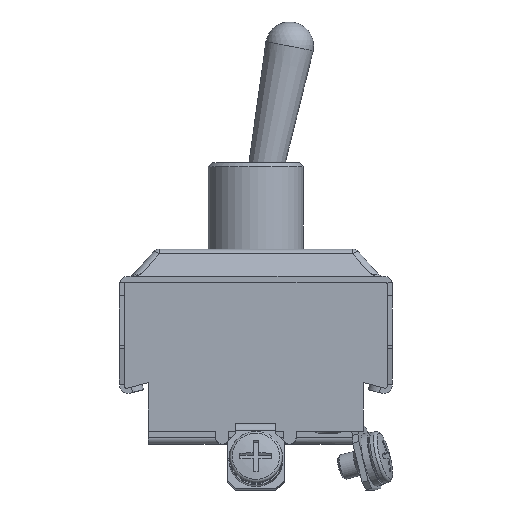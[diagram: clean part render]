
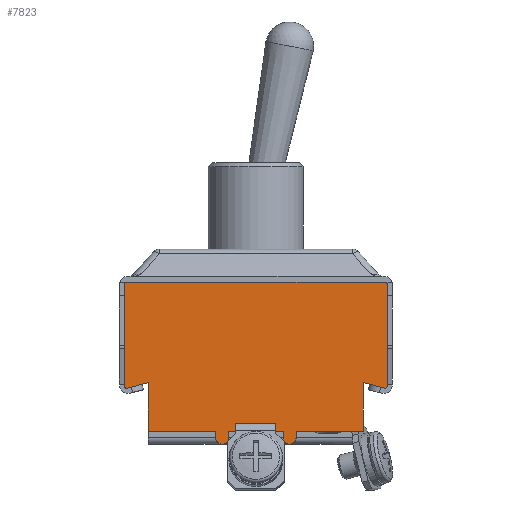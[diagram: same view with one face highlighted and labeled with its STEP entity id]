
A CAD part, front view. The second image highlights one B-rep face of the part: STEP entity #7823.
In plain terms, the highlighted planar face has unit normal (0, -1, 0).
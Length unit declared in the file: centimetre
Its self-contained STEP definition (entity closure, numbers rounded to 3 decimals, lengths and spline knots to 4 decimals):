
#358=PLANE('',#8464);
#670=LINE('',#12467,#1462);
#1028=LINE('',#13868,#1820);
#1034=LINE('',#13880,#1826);
#1044=LINE('',#13900,#1836);
#1054=LINE('',#13926,#1846);
#1055=LINE('',#13928,#1847);
#1056=LINE('',#13930,#1848);
#1057=LINE('',#13932,#1849);
#1058=LINE('',#13936,#1850);
#1059=LINE('',#13938,#1851);
#1060=LINE('',#13940,#1852);
#1061=LINE('',#13941,#1853);
#1062=LINE('',#13943,#1854);
#1063=LINE('',#13945,#1855);
#1064=LINE('',#13949,#1856);
#1065=LINE('',#13951,#1857);
#1066=LINE('',#13953,#1858);
#1067=LINE('',#13955,#1859);
#1462=VECTOR('',#9307,1.);
#1820=VECTOR('',#10217,1.);
#1826=VECTOR('',#10227,1.);
#1836=VECTOR('',#10245,1.);
#1846=VECTOR('',#10271,1.);
#1847=VECTOR('',#10272,1.);
#1848=VECTOR('',#10273,1.);
#1849=VECTOR('',#10274,1.);
#1850=VECTOR('',#10277,1.);
#1851=VECTOR('',#10278,1.);
#1852=VECTOR('',#10279,1.);
#1853=VECTOR('',#10280,1.);
#1854=VECTOR('',#10281,1.);
#1855=VECTOR('',#10282,1.);
#1856=VECTOR('',#10285,1.);
#1857=VECTOR('',#10286,1.);
#1858=VECTOR('',#10287,1.);
#1859=VECTOR('',#10288,1.);
#2415=FACE_OUTER_BOUND('',#2880,.T.);
#2880=EDGE_LOOP('',(#6870,#6871,#6872,#6873,#6874,#6875,#6876,#6877,#6878,
#6879,#6880,#6881,#6882,#6883,#6884,#6885,#6886,#6887,#6888,#6889,#6890,
#6891,#6892,#6893));
#3284=CIRCLE('',#8461,0.025);
#3286=CIRCLE('',#8465,0.025);
#3287=CIRCLE('',#8466,0.025);
#3288=CIRCLE('',#8467,0.08);
#3289=CIRCLE('',#8468,0.08);
#3290=CIRCLE('',#8469,0.025);
#3580=VERTEX_POINT('',#12464);
#3581=VERTEX_POINT('',#12466);
#3899=VERTEX_POINT('',#13865);
#3900=VERTEX_POINT('',#13867);
#3903=VERTEX_POINT('',#13877);
#3904=VERTEX_POINT('',#13879);
#3909=VERTEX_POINT('',#13897);
#3910=VERTEX_POINT('',#13899);
#3917=VERTEX_POINT('',#13923);
#3918=VERTEX_POINT('',#13925);
#3919=VERTEX_POINT('',#13927);
#3920=VERTEX_POINT('',#13929);
#3921=VERTEX_POINT('',#13931);
#3922=VERTEX_POINT('',#13933);
#3923=VERTEX_POINT('',#13935);
#3924=VERTEX_POINT('',#13937);
#3925=VERTEX_POINT('',#13939);
#3926=VERTEX_POINT('',#13942);
#3927=VERTEX_POINT('',#13944);
#3928=VERTEX_POINT('',#13946);
#3929=VERTEX_POINT('',#13948);
#3930=VERTEX_POINT('',#13950);
#3931=VERTEX_POINT('',#13952);
#3932=VERTEX_POINT('',#13954);
#4431=EDGE_CURVE('',#3581,#3580,#670,.T.);
#4928=EDGE_CURVE('',#3900,#3899,#1028,.T.);
#4934=EDGE_CURVE('',#3904,#3903,#1034,.T.);
#4944=EDGE_CURVE('',#3910,#3909,#1044,.T.);
#4950=EDGE_CURVE('',#3900,#3909,#3284,.T.);
#4956=EDGE_CURVE('',#3904,#3899,#3286,.T.);
#4957=EDGE_CURVE('',#3917,#3903,#3287,.T.);
#4958=EDGE_CURVE('',#3917,#3918,#1054,.T.);
#4959=EDGE_CURVE('',#3918,#3919,#1055,.T.);
#4960=EDGE_CURVE('',#3919,#3920,#1056,.T.);
#4961=EDGE_CURVE('',#3920,#3921,#1057,.T.);
#4962=EDGE_CURVE('',#3921,#3922,#3288,.T.);
#4963=EDGE_CURVE('',#3922,#3923,#1058,.T.);
#4964=EDGE_CURVE('',#3923,#3924,#1059,.T.);
#4965=EDGE_CURVE('',#3924,#3925,#1060,.T.);
#4966=EDGE_CURVE('',#3925,#3581,#1061,.T.);
#4967=EDGE_CURVE('',#3580,#3926,#1062,.T.);
#4968=EDGE_CURVE('',#3926,#3927,#1063,.T.);
#4969=EDGE_CURVE('',#3927,#3928,#3289,.T.);
#4970=EDGE_CURVE('',#3928,#3929,#1064,.T.);
#4971=EDGE_CURVE('',#3929,#3930,#1065,.T.);
#4972=EDGE_CURVE('',#3930,#3931,#1066,.T.);
#4973=EDGE_CURVE('',#3931,#3932,#1067,.T.);
#4974=EDGE_CURVE('',#3910,#3932,#3290,.T.);
#6870=ORIENTED_EDGE('',*,*,#4950,.F.);
#6871=ORIENTED_EDGE('',*,*,#4928,.T.);
#6872=ORIENTED_EDGE('',*,*,#4956,.F.);
#6873=ORIENTED_EDGE('',*,*,#4934,.T.);
#6874=ORIENTED_EDGE('',*,*,#4957,.F.);
#6875=ORIENTED_EDGE('',*,*,#4958,.T.);
#6876=ORIENTED_EDGE('',*,*,#4959,.T.);
#6877=ORIENTED_EDGE('',*,*,#4960,.T.);
#6878=ORIENTED_EDGE('',*,*,#4961,.T.);
#6879=ORIENTED_EDGE('',*,*,#4962,.T.);
#6880=ORIENTED_EDGE('',*,*,#4963,.T.);
#6881=ORIENTED_EDGE('',*,*,#4964,.T.);
#6882=ORIENTED_EDGE('',*,*,#4965,.T.);
#6883=ORIENTED_EDGE('',*,*,#4966,.T.);
#6884=ORIENTED_EDGE('',*,*,#4431,.T.);
#6885=ORIENTED_EDGE('',*,*,#4967,.T.);
#6886=ORIENTED_EDGE('',*,*,#4968,.T.);
#6887=ORIENTED_EDGE('',*,*,#4969,.T.);
#6888=ORIENTED_EDGE('',*,*,#4970,.T.);
#6889=ORIENTED_EDGE('',*,*,#4971,.T.);
#6890=ORIENTED_EDGE('',*,*,#4972,.T.);
#6891=ORIENTED_EDGE('',*,*,#4973,.T.);
#6892=ORIENTED_EDGE('',*,*,#4974,.F.);
#6893=ORIENTED_EDGE('',*,*,#4944,.T.);
#7823=ADVANCED_FACE('',(#2415),#358,.T.);
#8461=AXIS2_PLACEMENT_3D('',#13910,#10255,#10256);
#8464=AXIS2_PLACEMENT_3D('',#13921,#10265,#10266);
#8465=AXIS2_PLACEMENT_3D('',#13922,#10267,#10268);
#8466=AXIS2_PLACEMENT_3D('',#13924,#10269,#10270);
#8467=AXIS2_PLACEMENT_3D('',#13934,#10275,#10276);
#8468=AXIS2_PLACEMENT_3D('',#13947,#10283,#10284);
#8469=AXIS2_PLACEMENT_3D('',#13956,#10289,#10290);
#9307=DIRECTION('',(0.,0.,-1.));
#10217=DIRECTION('',(-1.,0.,0.));
#10227=DIRECTION('',(0.,0.,-1.));
#10245=DIRECTION('',(0.,0.,1.));
#10255=DIRECTION('center_axis',(0.,1.,0.));
#10256=DIRECTION('ref_axis',(0.707,0.,0.707));
#10265=DIRECTION('center_axis',(0.,-1.,0.));
#10266=DIRECTION('ref_axis',(1.,0.,0.));
#10267=DIRECTION('center_axis',(0.,1.,0.));
#10268=DIRECTION('ref_axis',(-0.707,0.,0.707));
#10269=DIRECTION('center_axis',(0.,1.,0.));
#10270=DIRECTION('ref_axis',(-0.608,0.,-0.794));
#10271=DIRECTION('',(0.965,0.,0.262));
#10272=DIRECTION('',(0.,0.,-1.));
#10273=DIRECTION('',(1.,0.,0.));
#10274=DIRECTION('',(0.,0.,-1.));
#10275=DIRECTION('center_axis',(0.,-1.,0.));
#10276=DIRECTION('ref_axis',(-1.,0.,0.));
#10277=DIRECTION('',(0.,0.,1.));
#10278=DIRECTION('',(1.,0.,0.));
#10279=DIRECTION('',(0.,0.,1.));
#10280=DIRECTION('',(1.,0.,0.));
#10281=DIRECTION('',(1.,0.,0.));
#10282=DIRECTION('',(0.,0.,-1.));
#10283=DIRECTION('center_axis',(0.,-1.,0.));
#10284=DIRECTION('ref_axis',(-1.,0.,0.));
#10285=DIRECTION('',(0.,0.,1.));
#10286=DIRECTION('',(1.,0.,0.));
#10287=DIRECTION('',(0.,0.,1.));
#10288=DIRECTION('',(0.965,0.,-0.262));
#10289=DIRECTION('center_axis',(0.,1.,0.));
#10290=DIRECTION('ref_axis',(0.608,0.,-0.794));
#12464=CARTESIAN_POINT('',(0.25,-0.975,-0.855));
#12466=CARTESIAN_POINT('',(0.25,-0.975,-0.755));
#12467=CARTESIAN_POINT('',(0.25,-0.975,-0.755));
#13865=CARTESIAN_POINT('',(-1.61,-0.975,1.005));
#13867=CARTESIAN_POINT('',(1.61,-0.975,1.005));
#13868=CARTESIAN_POINT('',(1.635,-0.975,1.005));
#13877=CARTESIAN_POINT('',(-1.635,-0.975,-0.2923));
#13879=CARTESIAN_POINT('',(-1.635,-0.975,0.98));
#13880=CARTESIAN_POINT('',(-1.635,-0.975,1.005));
#13897=CARTESIAN_POINT('',(1.635,-0.975,0.98));
#13899=CARTESIAN_POINT('',(1.635,-0.975,-0.2923));
#13900=CARTESIAN_POINT('',(1.635,-0.975,-0.325));
#13910=CARTESIAN_POINT('Origin',(1.61,-0.975,0.98));
#13921=CARTESIAN_POINT('Origin',(0.,-0.975,-0.005));
#13922=CARTESIAN_POINT('Origin',(-1.61,-0.975,0.98));
#13923=CARTESIAN_POINT('',(-1.6035,-0.975,-0.3164));
#13924=CARTESIAN_POINT('Origin',(-1.61,-0.975,-0.2923));
#13925=CARTESIAN_POINT('',(-1.34,-0.975,-0.245));
#13926=CARTESIAN_POINT('',(-1.635,-0.975,-0.325));
#13927=CARTESIAN_POINT('',(-1.34,-0.975,-0.855));
#13928=CARTESIAN_POINT('',(-1.34,-0.975,-0.245));
#13929=CARTESIAN_POINT('',(-0.5,-0.975,-0.855));
#13930=CARTESIAN_POINT('',(-1.34,-0.975,-0.855));
#13931=CARTESIAN_POINT('',(-0.5,-0.975,-0.935));
#13932=CARTESIAN_POINT('',(-0.5,-0.975,-0.855));
#13933=CARTESIAN_POINT('',(-0.34,-0.975,-0.935));
#13934=CARTESIAN_POINT('Origin',(-0.42,-0.975,-0.935));
#13935=CARTESIAN_POINT('',(-0.34,-0.975,-0.855));
#13936=CARTESIAN_POINT('',(-0.34,-0.975,-0.935));
#13937=CARTESIAN_POINT('',(-0.25,-0.975,-0.855));
#13938=CARTESIAN_POINT('',(-0.34,-0.975,-0.855));
#13939=CARTESIAN_POINT('',(-0.25,-0.975,-0.755));
#13940=CARTESIAN_POINT('',(-0.25,-0.975,-0.855));
#13941=CARTESIAN_POINT('',(-0.25,-0.975,-0.755));
#13942=CARTESIAN_POINT('',(0.34,-0.975,-0.855));
#13943=CARTESIAN_POINT('',(-0.34,-0.975,-0.855));
#13944=CARTESIAN_POINT('',(0.34,-0.975,-0.935));
#13945=CARTESIAN_POINT('',(0.34,-0.975,-0.855));
#13946=CARTESIAN_POINT('',(0.5,-0.975,-0.935));
#13947=CARTESIAN_POINT('Origin',(0.42,-0.975,-0.935));
#13948=CARTESIAN_POINT('',(0.5,-0.975,-0.855));
#13949=CARTESIAN_POINT('',(0.5,-0.975,-0.935));
#13950=CARTESIAN_POINT('',(1.34,-0.975,-0.855));
#13951=CARTESIAN_POINT('',(0.5,-0.975,-0.855));
#13952=CARTESIAN_POINT('',(1.34,-0.975,-0.245));
#13953=CARTESIAN_POINT('',(1.34,-0.975,-1.015));
#13954=CARTESIAN_POINT('',(1.6035,-0.975,-0.3164));
#13955=CARTESIAN_POINT('',(1.34,-0.975,-0.245));
#13956=CARTESIAN_POINT('Origin',(1.61,-0.975,-0.2923));
